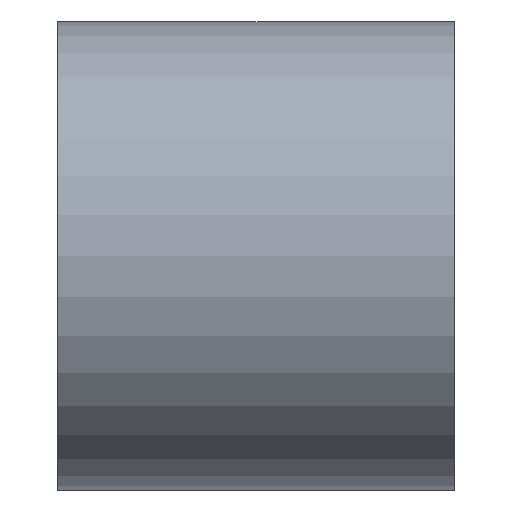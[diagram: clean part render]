
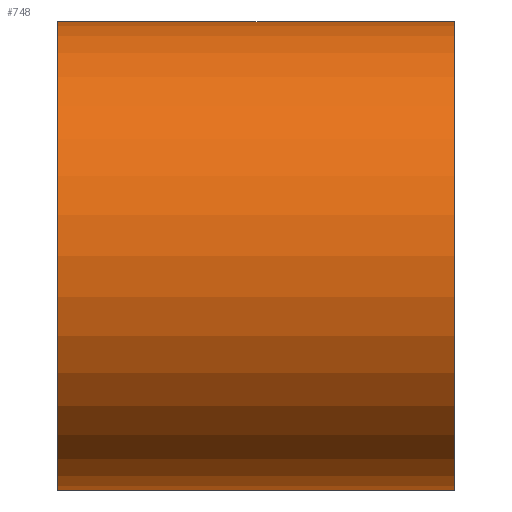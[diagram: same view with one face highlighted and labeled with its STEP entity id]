
A CAD part, front view. The second image highlights one B-rep face of the part: STEP entity #748.
In plain terms, the highlighted cylindrical face has radius 22.4 mm (diameter 44.8 mm), a partial arc.
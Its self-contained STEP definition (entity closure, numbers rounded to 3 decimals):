
#22 = VERTEX_POINT('',#23);
#23 = CARTESIAN_POINT('',(-19.,-37.,7.6));
#31 = EDGE_CURVE('',#22,#32,#34,.T.);
#32 = VERTEX_POINT('',#33);
#33 = CARTESIAN_POINT('',(19.,-37.,7.6));
#34 = LINE('',#35,#36);
#35 = CARTESIAN_POINT('',(-19.,-37.,7.6));
#36 = VECTOR('',#37,1.);
#37 = DIRECTION('',(1.,0.,0.));
#181 = EDGE_CURVE('',#182,#22,#184,.T.);
#182 = VERTEX_POINT('',#183);
#183 = CARTESIAN_POINT('',(-19.,-37.,52.4));
#184 = CIRCLE('',#185,22.4);
#185 = AXIS2_PLACEMENT_3D('',#186,#187,#188);
#186 = CARTESIAN_POINT('',(-19.,-37.,30.));
#187 = DIRECTION('',(1.,0.,0.));
#188 = DIRECTION('',(0.,1.,0.));
#653 = VERTEX_POINT('',#654);
#654 = CARTESIAN_POINT('',(19.,-37.,52.4));
#660 = EDGE_CURVE('',#653,#32,#661,.T.);
#661 = CIRCLE('',#662,22.4);
#662 = AXIS2_PLACEMENT_3D('',#663,#664,#665);
#663 = CARTESIAN_POINT('',(19.,-37.,30.));
#664 = DIRECTION('',(1.,0.,0.));
#665 = DIRECTION('',(0.,1.,0.));
#748 = ADVANCED_FACE('',(#749),#760,.T.);
#749 = FACE_BOUND('',#750,.F.);
#750 = EDGE_LOOP('',(#751,#757,#758,#759));
#751 = ORIENTED_EDGE('',*,*,#752,.T.);
#752 = EDGE_CURVE('',#182,#653,#753,.T.);
#753 = LINE('',#754,#755);
#754 = CARTESIAN_POINT('',(-19.,-37.,52.4));
#755 = VECTOR('',#756,1.);
#756 = DIRECTION('',(1.,0.,0.));
#757 = ORIENTED_EDGE('',*,*,#660,.T.);
#758 = ORIENTED_EDGE('',*,*,#31,.F.);
#759 = ORIENTED_EDGE('',*,*,#181,.F.);
#760 = CYLINDRICAL_SURFACE('',#761,22.4);
#761 = AXIS2_PLACEMENT_3D('',#762,#763,#764);
#762 = CARTESIAN_POINT('',(-19.,-37.,30.));
#763 = DIRECTION('',(-1.,0.,0.));
#764 = DIRECTION('',(0.,1.,0.));
